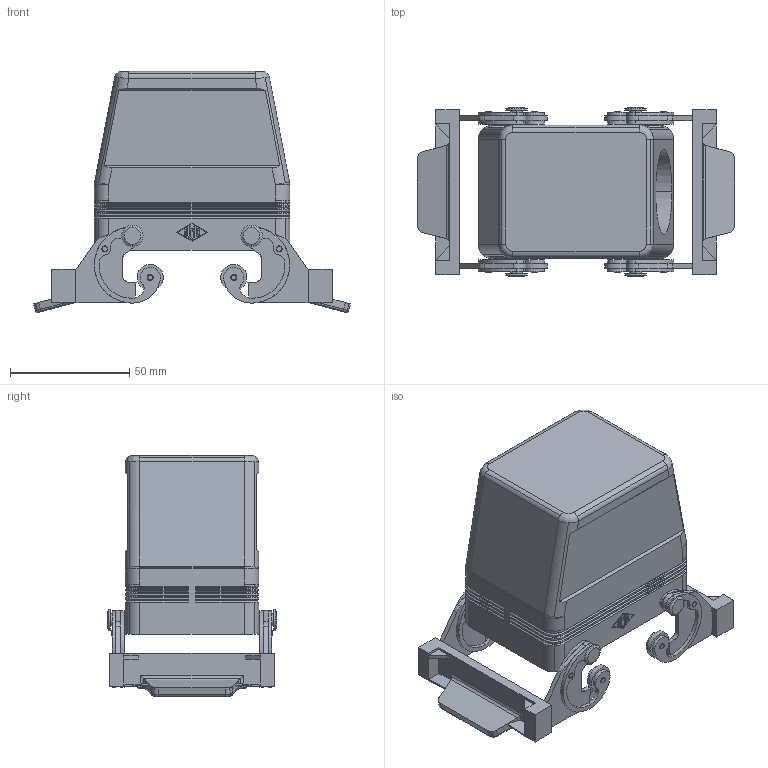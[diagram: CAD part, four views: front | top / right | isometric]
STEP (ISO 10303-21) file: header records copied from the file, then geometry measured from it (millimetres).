
FILE_DESCRIPTION((''),'2;1');
FILE_NAME('MFO 50 X25.stp','2006-12-13T22:13:11',('gembarski'),(''),'Autodesk Inventor 7','Autodesk Inventor 7','');
FILE_SCHEMA(('AUTOMOTIVE_DESIGN { 1 0 10303 214 1 1 1 1 }'));
Length unit declared in the file: millimetre
Products named in the file (1): MFO 50 X25
Bounding box: 133.07 x 71 x 101.22 mm (x, y, z)
Volume: 94821.8 mm3; surface area: 62674.9 mm2
Topology: 1 solids, 5 shells, 879 faces, 2237 edges, 1414 vertices
Faces by surface type: bspline 277, plane 262, cylinder 252, cone 68, torus 16, sphere 4
Entity records: 30138 total; most frequent: CARTESIAN_POINT 8998, ORIENTED_EDGE 4474, DIRECTION 4407, EDGE_CURVE 2237, AXIS2_PLACEMENT_3D 1595, VERTEX_POINT 1414, VECTOR 1217, LINE 1217
